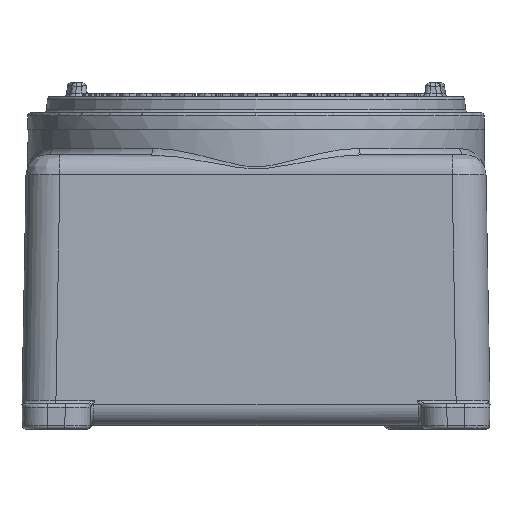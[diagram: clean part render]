
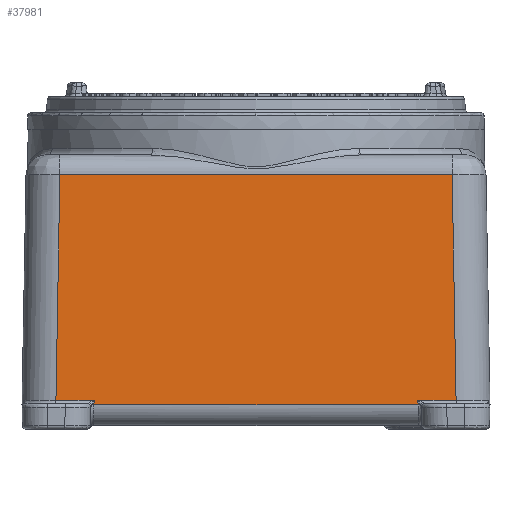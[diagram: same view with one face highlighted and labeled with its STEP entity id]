
A CAD part, front view. The second image highlights one B-rep face of the part: STEP entity #37981.
In plain terms, the highlighted planar face has unit normal (0, -1, 0.018).
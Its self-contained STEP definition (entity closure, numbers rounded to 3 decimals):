
#34454=CARTESIAN_POINT('',(-95.703,-138.239,14.965));
#34455=VERTEX_POINT('',#34454);
#34996=CARTESIAN_POINT('',(-118.242,-138.239,14.965));
#34997=VERTEX_POINT('',#34996);
#34998=CARTESIAN_POINT('',(-95.703,-138.239,14.965));
#34999=DIRECTION('',(-1.0,0.0,0.0));
#35000=VECTOR('',#34999,22.539);
#35001=LINE('',#34998,#35000);
#35002=EDGE_CURVE('',#34455,#34997,#35001,.T.);
#35028=CARTESIAN_POINT('',(-95.751,-138.287,12.209));
#35029=VERTEX_POINT('',#35028);
#35037=CARTESIAN_POINT('',(-95.751,-138.287,12.209));
#35038=DIRECTION('',(0.017,0.017,1.));
#35039=VECTOR('',#35038,2.757);
#35040=LINE('',#35037,#35039);
#35041=EDGE_CURVE('',#35029,#34455,#35040,.T.);
#36353=CARTESIAN_POINT('',(95.703,-138.239,14.965));
#36354=VERTEX_POINT('',#36353);
#36532=CARTESIAN_POINT('',(95.751,-138.287,12.209));
#36533=VERTEX_POINT('',#36532);
#36568=CARTESIAN_POINT('',(95.703,-138.239,14.965));
#36569=DIRECTION('',(0.017,-0.017,-1.));
#36570=VECTOR('',#36569,2.757);
#36571=LINE('',#36568,#36570);
#36572=EDGE_CURVE('',#36354,#36533,#36571,.T.);
#36592=CARTESIAN_POINT('',(118.242,-138.239,14.965));
#36593=VERTEX_POINT('',#36592);
#36601=CARTESIAN_POINT('',(118.242,-138.239,14.965));
#36602=DIRECTION('',(-1.0,0.0,0.0));
#36603=VECTOR('',#36602,22.539);
#36604=LINE('',#36601,#36603);
#36605=EDGE_CURVE('',#36593,#36354,#36604,.T.);
#37791=CARTESIAN_POINT('',(115.916,-135.913,148.209));
#37792=VERTEX_POINT('',#37791);
#37800=CARTESIAN_POINT('',(115.916,-135.913,148.209));
#37801=DIRECTION('',(0.017,-0.017,-1.));
#37802=VECTOR('',#37801,133.285);
#37803=LINE('',#37800,#37802);
#37804=EDGE_CURVE('',#37792,#36593,#37803,.T.);
#37944=CARTESIAN_POINT('',(95.751,-138.287,12.209));
#37945=DIRECTION('',(-1.0,0.0,0.0));
#37946=VECTOR('',#37945,191.502);
#37947=LINE('',#37944,#37946);
#37948=EDGE_CURVE('',#36533,#35029,#37947,.T.);
#37954=CARTESIAN_POINT('',(138.5,-138.5,0.0));
#37955=DIRECTION('',(0.0,-1.,0.017));
#37956=DIRECTION('',(0.0,-0.017,-1.));
#37957=AXIS2_PLACEMENT_3D('',#37954,#37955,#37956);
#37958=PLANE('',#37957);
#37959=ORIENTED_EDGE('',*,*,#36605,.F.);
#37960=ORIENTED_EDGE('',*,*,#37804,.F.);
#37961=CARTESIAN_POINT('',(-115.916,-135.913,148.209));
#37962=VERTEX_POINT('',#37961);
#37963=CARTESIAN_POINT('',(-115.916,-135.913,148.209));
#37964=DIRECTION('',(1.0,0.0,0.0));
#37965=VECTOR('',#37964,231.832);
#37966=LINE('',#37963,#37965);
#37967=EDGE_CURVE('',#37962,#37792,#37966,.T.);
#37968=ORIENTED_EDGE('',*,*,#37967,.F.);
#37969=CARTESIAN_POINT('',(-118.242,-138.239,14.965));
#37970=DIRECTION('',(0.017,0.017,1.));
#37971=VECTOR('',#37970,133.285);
#37972=LINE('',#37969,#37971);
#37973=EDGE_CURVE('',#34997,#37962,#37972,.T.);
#37974=ORIENTED_EDGE('',*,*,#37973,.F.);
#37975=ORIENTED_EDGE('',*,*,#35002,.F.);
#37976=ORIENTED_EDGE('',*,*,#35041,.F.);
#37977=ORIENTED_EDGE('',*,*,#37948,.F.);
#37978=ORIENTED_EDGE('',*,*,#36572,.F.);
#37979=EDGE_LOOP('',(#37959,#37960,#37968,#37974,#37975,#37976,#37977,#37978));
#37980=FACE_OUTER_BOUND('',#37979,.T.);
#37981=ADVANCED_FACE('',(#37980),#37958,.T.);
